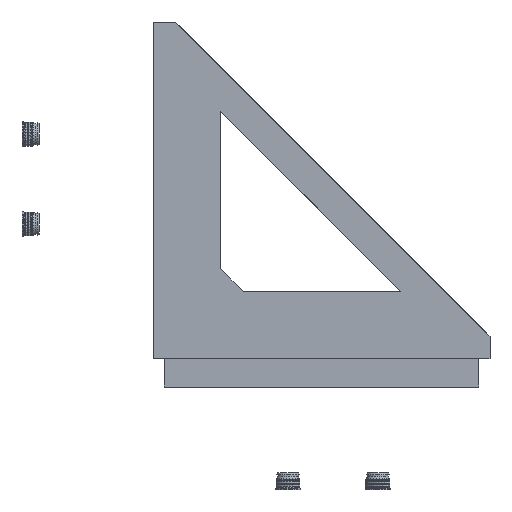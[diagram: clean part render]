
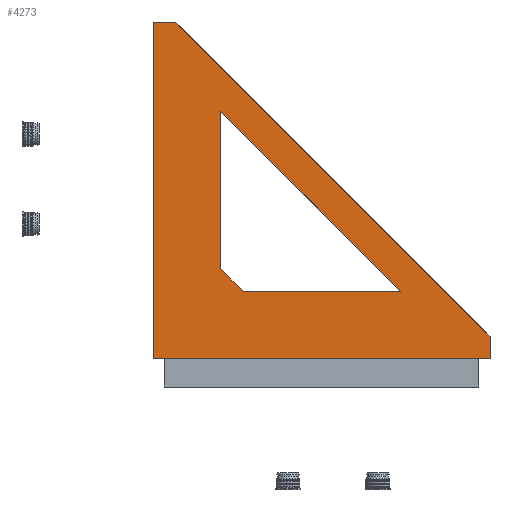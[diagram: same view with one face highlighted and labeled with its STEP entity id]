
A CAD part, left-side view. The second image highlights one B-rep face of the part: STEP entity #4273.
In plain terms, the highlighted face is planar.
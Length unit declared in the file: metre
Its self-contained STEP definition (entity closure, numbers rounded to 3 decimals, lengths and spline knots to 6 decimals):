
#163=PLANE('',#4629);
#582=LINE('',#8804,#801);
#589=LINE('',#8819,#808);
#590=LINE('',#8821,#809);
#591=LINE('',#8823,#810);
#592=LINE('',#8825,#811);
#593=LINE('',#8826,#812);
#594=LINE('',#8829,#813);
#595=LINE('',#8831,#814);
#596=LINE('',#8833,#815);
#801=VECTOR('',#5396,1.);
#808=VECTOR('',#5407,1.);
#809=VECTOR('',#5408,1.);
#810=VECTOR('',#5409,1.);
#811=VECTOR('',#5410,1.);
#812=VECTOR('',#5411,1.);
#813=VECTOR('',#5412,1.);
#814=VECTOR('',#5413,1.);
#815=VECTOR('',#5414,1.);
#1959=ORIENTED_EDGE('',*,*,#2695,.F.);
#1960=ORIENTED_EDGE('',*,*,#2688,.T.);
#1961=ORIENTED_EDGE('',*,*,#2696,.F.);
#1962=ORIENTED_EDGE('',*,*,#2697,.F.);
#1963=ORIENTED_EDGE('',*,*,#2698,.F.);
#1964=ORIENTED_EDGE('',*,*,#2699,.F.);
#1965=ORIENTED_EDGE('',*,*,#2700,.F.);
#1966=ORIENTED_EDGE('',*,*,#2701,.T.);
#1967=ORIENTED_EDGE('',*,*,#2702,.T.);
#2688=EDGE_CURVE('',#3130,#3129,#582,.T.);
#2695=EDGE_CURVE('',#3130,#3136,#589,.T.);
#2696=EDGE_CURVE('',#3137,#3129,#590,.T.);
#2697=EDGE_CURVE('',#3138,#3137,#591,.T.);
#2698=EDGE_CURVE('',#3136,#3138,#592,.T.);
#2699=EDGE_CURVE('',#3139,#3140,#593,.T.);
#2700=EDGE_CURVE('',#3141,#3139,#594,.T.);
#2701=EDGE_CURVE('',#3141,#3142,#595,.T.);
#2702=EDGE_CURVE('',#3142,#3140,#596,.T.);
#3129=VERTEX_POINT('',#8803);
#3130=VERTEX_POINT('',#8805);
#3136=VERTEX_POINT('',#8820);
#3137=VERTEX_POINT('',#8822);
#3138=VERTEX_POINT('',#8824);
#3139=VERTEX_POINT('',#8827);
#3140=VERTEX_POINT('',#8828);
#3141=VERTEX_POINT('',#8830);
#3142=VERTEX_POINT('',#8832);
#3596=EDGE_LOOP('',(#1959,#1960,#1961,#1962,#1963));
#3597=EDGE_LOOP('',(#1964,#1965,#1966,#1967));
#3891=FACE_BOUND('',#3596,.T.);
#3892=FACE_BOUND('',#3597,.T.);
#4273=ADVANCED_FACE('',(#3891,#3892),#163,.F.);
#4629=AXIS2_PLACEMENT_3D('',#8818,#5405,#5406);
#5396=DIRECTION('',(1.,0.,0.));
#5405=DIRECTION('',(0.,-1.,0.));
#5406=DIRECTION('',(1.,0.,0.));
#5407=DIRECTION('',(0.,0.,-1.));
#5408=DIRECTION('',(-0.707,0.,0.707));
#5409=DIRECTION('',(0.,0.,1.));
#5410=DIRECTION('',(1.,0.,0.));
#5411=DIRECTION('',(0.707,0.,-0.707));
#5412=DIRECTION('',(0.,0.,1.));
#5413=DIRECTION('',(0.707,0.,-0.707));
#5414=DIRECTION('',(1.,0.,0.));
#8803=CARTESIAN_POINT('',(0.,0.015,0.07));
#8804=CARTESIAN_POINT('',(-0.005,0.015,0.07));
#8805=CARTESIAN_POINT('',(-0.005,0.015,0.07));
#8818=CARTESIAN_POINT('',(0.02,0.015,0.02));
#8819=CARTESIAN_POINT('',(-0.005,0.015,0.02));
#8820=CARTESIAN_POINT('',(-0.005,0.015,-0.005));
#8821=CARTESIAN_POINT('',(0.035,0.015,0.035));
#8822=CARTESIAN_POINT('',(0.07,0.015,0.));
#8823=CARTESIAN_POINT('',(0.07,0.015,-0.005));
#8824=CARTESIAN_POINT('',(0.07,0.015,-0.005));
#8825=CARTESIAN_POINT('',(0.02,0.015,-0.005));
#8826=CARTESIAN_POINT('',(0.03,0.015,0.03));
#8827=CARTESIAN_POINT('',(0.01,0.015,0.05));
#8828=CARTESIAN_POINT('',(0.05,0.015,0.01));
#8829=CARTESIAN_POINT('',(0.01,0.015,0.02));
#8830=CARTESIAN_POINT('',(0.01,0.015,0.015));
#8831=CARTESIAN_POINT('',(0.0125,0.015,0.0125));
#8832=CARTESIAN_POINT('',(0.015,0.015,0.01));
#8833=CARTESIAN_POINT('',(0.02,0.015,0.01));
